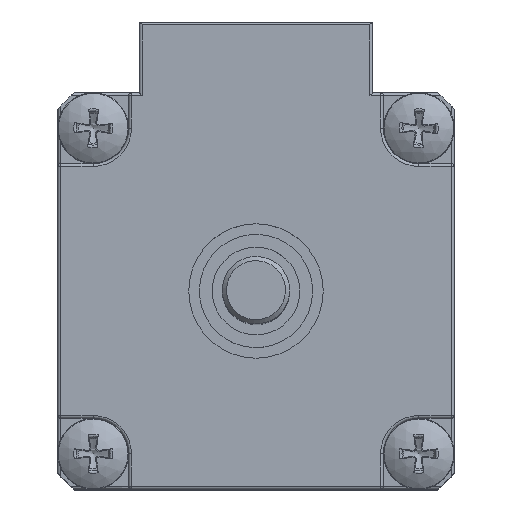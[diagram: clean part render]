
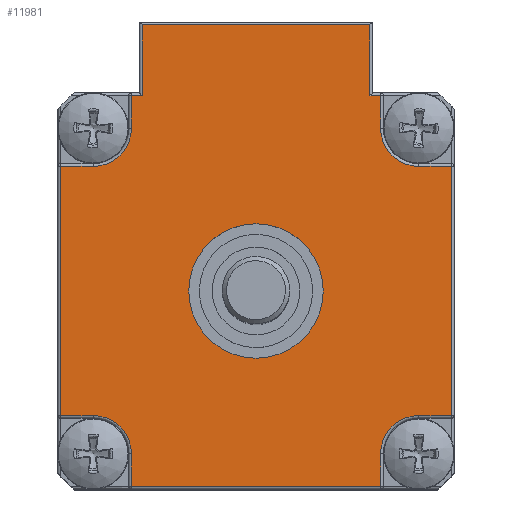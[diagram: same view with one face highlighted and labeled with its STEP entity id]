
A CAD part, top view. The second image highlights one B-rep face of the part: STEP entity #11981.
In plain terms, the highlighted planar face has unit normal (0, 0, 1).
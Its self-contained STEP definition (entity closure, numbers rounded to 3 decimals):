
#625=FACE_BOUND('',#2169,.T.);
#1003=CIRCLE('',#12980,2.7);
#1011=CIRCLE('',#12992,2.7);
#1019=CIRCLE('',#13004,2.7);
#1027=CIRCLE('',#13016,2.7);
#1038=CIRCLE('',#13056,4.75);
#1487=FACE_OUTER_BOUND('',#2168,.T.);
#2168=EDGE_LOOP('',(#9513,#9514,#9515,#9516,#9517,#9518,#9519,#9520,#9521,
#9522,#9523,#9524,#9525,#9526,#9527,#9528,#9529,#9530,#9531,#9532));
#2169=EDGE_LOOP('',(#9533));
#3004=LINE('',#19862,#4136);
#3006=LINE('',#19874,#4138);
#3007=LINE('',#19879,#4139);
#3008=LINE('',#19884,#4140);
#3011=LINE('',#19898,#4143);
#3012=LINE('',#19903,#4144);
#3014=LINE('',#19912,#4146);
#3016=LINE('',#19923,#4148);
#3017=LINE('',#19928,#4149);
#3019=LINE('',#19937,#4151);
#3021=LINE('',#19948,#4153);
#3023=LINE('',#19955,#4155);
#3024=LINE('',#19959,#4156);
#3025=LINE('',#19962,#4157);
#3027=LINE('',#19968,#4159);
#3029=LINE('',#19972,#4161);
#4136=VECTOR('',#15309,2.3);
#4138=VECTOR('',#15323,2.3);
#4139=VECTOR('',#15330,17.6);
#4140=VECTOR('',#15335,2.3);
#4143=VECTOR('',#15352,2.3);
#4144=VECTOR('',#15359,17.6);
#4146=VECTOR('',#15367,2.3);
#4148=VECTOR('',#15381,2.3);
#4149=VECTOR('',#15388,17.6);
#4151=VECTOR('',#15396,2.3);
#4153=VECTOR('',#15410,2.3);
#4155=VECTOR('',#15416,5.);
#4156=VECTOR('',#15423,0.75);
#4157=VECTOR('',#15426,16.1);
#4159=VECTOR('',#15432,5.);
#4161=VECTOR('',#15438,0.75);
#5464=VERTEX_POINT('',#19855);
#5467=VERTEX_POINT('',#19860);
#5468=VERTEX_POINT('',#19864);
#5470=VERTEX_POINT('',#19870);
#5472=VERTEX_POINT('',#19877);
#5473=VERTEX_POINT('',#19881);
#5474=VERTEX_POINT('',#19883);
#5476=VERTEX_POINT('',#19889);
#5479=VERTEX_POINT('',#19901);
#5480=VERTEX_POINT('',#19905);
#5483=VERTEX_POINT('',#19910);
#5484=VERTEX_POINT('',#19914);
#5487=VERTEX_POINT('',#19926);
#5488=VERTEX_POINT('',#19930);
#5491=VERTEX_POINT('',#19935);
#5492=VERTEX_POINT('',#19939);
#5496=VERTEX_POINT('',#19952);
#5497=VERTEX_POINT('',#19954);
#5498=VERTEX_POINT('',#19961);
#5500=VERTEX_POINT('',#19967);
#5502=VERTEX_POINT('',#20010);
#6896=EDGE_CURVE('',#5467,#5464,#3004,.T.);
#6899=EDGE_CURVE('',#5464,#5468,#1003,.T.);
#6902=EDGE_CURVE('',#5468,#5470,#3006,.T.);
#6905=EDGE_CURVE('',#5472,#5467,#3007,.T.);
#6907=EDGE_CURVE('',#5473,#5474,#3008,.T.);
#6912=EDGE_CURVE('',#5474,#5476,#1011,.T.);
#6915=EDGE_CURVE('',#5476,#5472,#3011,.T.);
#6918=EDGE_CURVE('',#5479,#5473,#3012,.T.);
#6922=EDGE_CURVE('',#5483,#5480,#3014,.T.);
#6925=EDGE_CURVE('',#5480,#5484,#1019,.T.);
#6928=EDGE_CURVE('',#5484,#5479,#3016,.T.);
#6931=EDGE_CURVE('',#5487,#5483,#3017,.T.);
#6935=EDGE_CURVE('',#5491,#5488,#3019,.T.);
#6938=EDGE_CURVE('',#5488,#5492,#1027,.T.);
#6941=EDGE_CURVE('',#5492,#5487,#3021,.T.);
#6944=EDGE_CURVE('',#5496,#5497,#3023,.T.);
#6947=EDGE_CURVE('',#5470,#5496,#3024,.T.);
#6948=EDGE_CURVE('',#5497,#5498,#3025,.T.);
#6951=EDGE_CURVE('',#5498,#5500,#3027,.T.);
#6954=EDGE_CURVE('',#5500,#5491,#3029,.T.);
#6972=EDGE_CURVE('',#5502,#5502,#1038,.T.);
#9513=ORIENTED_EDGE('',*,*,#6944,.F.);
#9514=ORIENTED_EDGE('',*,*,#6947,.F.);
#9515=ORIENTED_EDGE('',*,*,#6902,.F.);
#9516=ORIENTED_EDGE('',*,*,#6899,.F.);
#9517=ORIENTED_EDGE('',*,*,#6896,.F.);
#9518=ORIENTED_EDGE('',*,*,#6905,.F.);
#9519=ORIENTED_EDGE('',*,*,#6915,.F.);
#9520=ORIENTED_EDGE('',*,*,#6912,.F.);
#9521=ORIENTED_EDGE('',*,*,#6907,.F.);
#9522=ORIENTED_EDGE('',*,*,#6918,.F.);
#9523=ORIENTED_EDGE('',*,*,#6928,.F.);
#9524=ORIENTED_EDGE('',*,*,#6925,.F.);
#9525=ORIENTED_EDGE('',*,*,#6922,.F.);
#9526=ORIENTED_EDGE('',*,*,#6931,.F.);
#9527=ORIENTED_EDGE('',*,*,#6941,.F.);
#9528=ORIENTED_EDGE('',*,*,#6938,.F.);
#9529=ORIENTED_EDGE('',*,*,#6935,.F.);
#9530=ORIENTED_EDGE('',*,*,#6954,.F.);
#9531=ORIENTED_EDGE('',*,*,#6951,.F.);
#9532=ORIENTED_EDGE('',*,*,#6948,.F.);
#9533=ORIENTED_EDGE('',*,*,#6972,.T.);
#11404=PLANE('',#13055);
#11981=ADVANCED_FACE('',(#1487,#625),#11404,.T.);
#12980=AXIS2_PLACEMENT_3D('',#19868,#15316,#15317);
#12992=AXIS2_PLACEMENT_3D('',#19893,#15345,#15346);
#13004=AXIS2_PLACEMENT_3D('',#19918,#15374,#15375);
#13016=AXIS2_PLACEMENT_3D('',#19943,#15403,#15404);
#13055=AXIS2_PLACEMENT_3D('',#20009,#15500,#15501);
#13056=AXIS2_PLACEMENT_3D('',#20011,#15502,#15503);
#15309=DIRECTION('',(1.,0.,0.));
#15316=DIRECTION('center_axis',(0.,0.,1.));
#15317=DIRECTION('ref_axis',(0.707,-0.707,0.));
#15323=DIRECTION('',(0.,1.,0.));
#15330=DIRECTION('',(0.,1.,0.));
#15335=DIRECTION('',(0.,1.,0.));
#15345=DIRECTION('center_axis',(0.,0.,1.));
#15346=DIRECTION('ref_axis',(0.707,0.707,0.));
#15352=DIRECTION('',(-1.,0.,0.));
#15359=DIRECTION('',(-1.,0.,0.));
#15367=DIRECTION('',(-1.,0.,0.));
#15374=DIRECTION('center_axis',(0.,0.,1.));
#15375=DIRECTION('ref_axis',(-0.707,0.707,0.));
#15381=DIRECTION('',(0.,-1.,0.));
#15388=DIRECTION('',(0.,-1.,0.));
#15396=DIRECTION('',(0.,-1.,0.));
#15403=DIRECTION('center_axis',(0.,0.,1.));
#15404=DIRECTION('ref_axis',(-0.707,-0.707,0.));
#15410=DIRECTION('',(1.,0.,0.));
#15416=DIRECTION('',(0.,1.,0.));
#15423=DIRECTION('',(1.,0.,0.));
#15426=DIRECTION('',(1.,0.,0.));
#15432=DIRECTION('',(0.,-1.,0.));
#15438=DIRECTION('',(1.,0.,0.));
#15500=DIRECTION('center_axis',(0.,0.,1.));
#15501=DIRECTION('ref_axis',(1.,0.,0.));
#15502=DIRECTION('center_axis',(0.,0.,-1.));
#15503=DIRECTION('ref_axis',(-1.,0.,0.));
#19855=CARTESIAN_POINT('',(-11.5,8.8,26.2));
#19860=CARTESIAN_POINT('',(-13.8,8.8,26.2));
#19862=CARTESIAN_POINT('',(-13.8,8.8,26.2));
#19864=CARTESIAN_POINT('',(-8.8,11.5,26.2));
#19868=CARTESIAN_POINT('Origin',(-11.5,11.5,26.2));
#19870=CARTESIAN_POINT('',(-8.8,13.8,26.2));
#19874=CARTESIAN_POINT('',(-8.8,11.5,26.2));
#19877=CARTESIAN_POINT('',(-13.8,-8.8,26.2));
#19879=CARTESIAN_POINT('',(-13.8,-8.8,26.2));
#19881=CARTESIAN_POINT('',(-8.8,-13.8,26.2));
#19883=CARTESIAN_POINT('',(-8.8,-11.5,26.2));
#19884=CARTESIAN_POINT('',(-8.8,-13.8,26.2));
#19889=CARTESIAN_POINT('',(-11.5,-8.8,26.2));
#19893=CARTESIAN_POINT('Origin',(-11.5,-11.5,26.2));
#19898=CARTESIAN_POINT('',(-11.5,-8.8,26.2));
#19901=CARTESIAN_POINT('',(8.8,-13.8,26.2));
#19903=CARTESIAN_POINT('',(8.8,-13.8,26.2));
#19905=CARTESIAN_POINT('',(11.5,-8.8,26.2));
#19910=CARTESIAN_POINT('',(13.8,-8.8,26.2));
#19912=CARTESIAN_POINT('',(13.8,-8.8,26.2));
#19914=CARTESIAN_POINT('',(8.8,-11.5,26.2));
#19918=CARTESIAN_POINT('Origin',(11.5,-11.5,26.2));
#19923=CARTESIAN_POINT('',(8.8,-11.5,26.2));
#19926=CARTESIAN_POINT('',(13.8,8.8,26.2));
#19928=CARTESIAN_POINT('',(13.8,8.8,26.2));
#19930=CARTESIAN_POINT('',(8.8,11.5,26.2));
#19935=CARTESIAN_POINT('',(8.8,13.8,26.2));
#19937=CARTESIAN_POINT('',(8.8,13.8,26.2));
#19939=CARTESIAN_POINT('',(11.5,8.8,26.2));
#19943=CARTESIAN_POINT('Origin',(11.5,11.5,26.2));
#19948=CARTESIAN_POINT('',(11.5,8.8,26.2));
#19952=CARTESIAN_POINT('',(-8.05,13.8,26.2));
#19954=CARTESIAN_POINT('',(-8.05,18.8,26.2));
#19955=CARTESIAN_POINT('',(-8.05,13.8,26.2));
#19959=CARTESIAN_POINT('',(-8.8,13.8,26.2));
#19961=CARTESIAN_POINT('',(8.05,18.8,26.2));
#19962=CARTESIAN_POINT('',(-8.05,18.8,26.2));
#19967=CARTESIAN_POINT('',(8.05,13.8,26.2));
#19968=CARTESIAN_POINT('',(8.05,18.8,26.2));
#19972=CARTESIAN_POINT('',(8.05,13.8,26.2));
#20009=CARTESIAN_POINT('Origin',(0.,0.,26.2));
#20010=CARTESIAN_POINT('',(4.75,0.,26.2));
#20011=CARTESIAN_POINT('Origin',(0.,0.,26.2));
